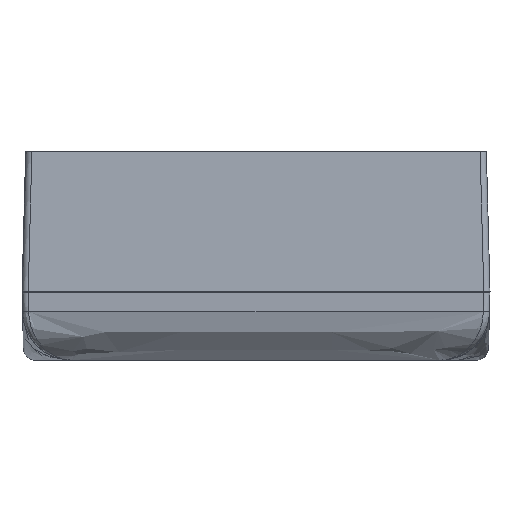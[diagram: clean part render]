
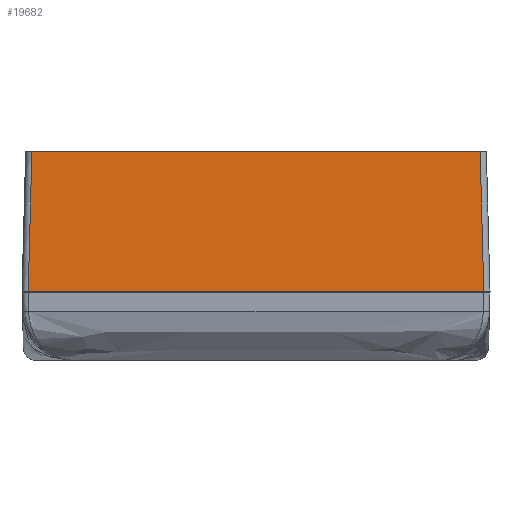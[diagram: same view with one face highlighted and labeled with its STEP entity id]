
A CAD part, front view. The second image highlights one B-rep face of the part: STEP entity #19682.
In plain terms, the highlighted planar face has unit normal (0, -1, 0.026).
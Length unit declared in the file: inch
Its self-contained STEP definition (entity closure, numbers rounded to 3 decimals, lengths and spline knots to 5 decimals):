
#146=PLANE('',#20919);
#2015=FACE_OUTER_BOUND('',#3171,.T.);
#3171=EDGE_LOOP('',(#13723,#13724,#13725,#13726));
#4390=LINE('',#28522,#6251);
#4396=LINE('',#28560,#6257);
#4397=LINE('',#28564,#6258);
#4398=LINE('',#28565,#6259);
#6251=VECTOR('',#22309,0.3937);
#6257=VECTOR('',#22329,0.3937);
#6258=VECTOR('',#22334,0.3937);
#6259=VECTOR('',#22335,0.3937);
#8531=VERTEX_POINT('',#28519);
#8532=VERTEX_POINT('',#28521);
#8537=VERTEX_POINT('',#28559);
#8538=VERTEX_POINT('',#28563);
#10555=EDGE_CURVE('',#8531,#8532,#4390,.T.);
#10565=EDGE_CURVE('',#8532,#8537,#4396,.T.);
#10567=EDGE_CURVE('',#8531,#8538,#4397,.T.);
#10568=EDGE_CURVE('',#8537,#8538,#4398,.T.);
#13723=ORIENTED_EDGE('',*,*,#10555,.F.);
#13724=ORIENTED_EDGE('',*,*,#10567,.T.);
#13725=ORIENTED_EDGE('',*,*,#10568,.F.);
#13726=ORIENTED_EDGE('',*,*,#10565,.F.);
#19682=ADVANCED_FACE('',(#2015),#146,.T.);
#20919=AXIS2_PLACEMENT_3D('',#28562,#22332,#22333);
#22309=DIRECTION('',(0.026,-0.026,-0.999));
#22329=DIRECTION('',(-1.,0.,0.));
#22332=DIRECTION('center_axis',(0.,-1.,0.026));
#22333=DIRECTION('ref_axis',(-1.,0.,0.));
#22334=DIRECTION('',(-1.,0.,0.));
#22335=DIRECTION('',(0.026,0.026,0.999));
#28519=CARTESIAN_POINT('',(2.25002,-2.28125,0.));
#28521=CARTESIAN_POINT('',(2.28676,-2.31799,-1.40298));
#28522=CARTESIAN_POINT('',(2.24848,-2.27971,0.05884));
#28559=CARTESIAN_POINT('',(-2.28676,-2.31799,-1.40298));
#28560=CARTESIAN_POINT('',(-2.33091,-2.31799,-1.40298));
#28562=CARTESIAN_POINT('Origin',(-2.3125,-2.28125,0.));
#28563=CARTESIAN_POINT('',(-2.25002,-2.28125,0.));
#28564=CARTESIAN_POINT('',(2.3125,-2.28125,0.));
#28565=CARTESIAN_POINT('',(-2.2485,-2.27973,0.05802));
